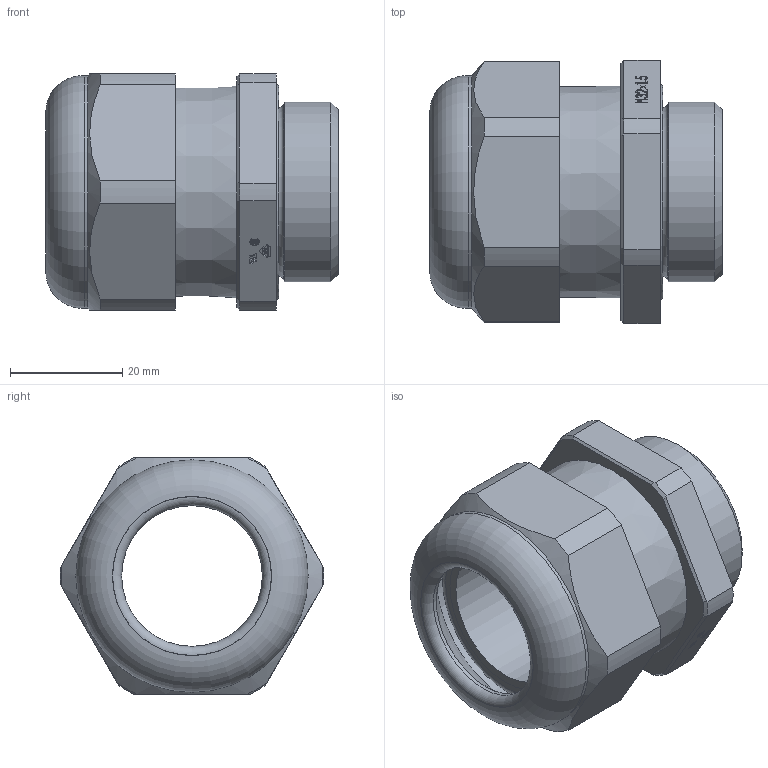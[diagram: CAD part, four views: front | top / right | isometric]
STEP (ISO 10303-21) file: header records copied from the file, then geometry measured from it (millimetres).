
FILE_DESCRIPTION(/* description */ ('HSK-K-PVDF Metr.-Standard Cable Glands'),/* implementation_level */ '2;1');
FILE_NAME(/* name */ '1299320050.stp',/* time_stamp */ '2021-10-13T08:25:18+02:00',/* author */ ('sl'),/* organization */ ('HUMMEL'),/* preprocessor_version */ 'ST-DEVELOPER v16.5',/* originating_system */ 'Autodesk Inventor 2017',/* authorisation */ '');
FILE_SCHEMA (('AUTOMOTIVE_DESIGN { 1 0 10303 214 3 1 1 }'));
Length unit declared in the file: millimetre
Products named in the file (4): HSK-K-PVDF 1.299.3200.50; HSK-K-PVDF 1.299.3200.50-Gland; HSK-K-PVDF 1.299.3200.50-Nut; HSK-K-PVDF 1.299.3200.50-Sealing insert
Assembly tree (3 placements, depth 2):
  HSK-K-PVDF 1.299.3200.50
    HSK-K-PVDF 1.299.3200.50-Gland
    HSK-K-PVDF 1.299.3200.50-Nut
    HSK-K-PVDF 1.299.3200.50-Sealing insert
Bounding box: 52 x 46.79 x 42 mm (x, y, z)
Volume: 36037.2 mm3; surface area: 20926.4 mm2
Topology: 3 solids, 3 shells, 500 faces, 1345 edges, 892 vertices
Faces by surface type: plane 304, cylinder 174, cone 16, torus 6
Full cylindrical faces by diameter (mm): 25 x1, 25.1 x1, 25.3 x1, 28 x2, 31.2 x2, 32 x1, 34.8 x1, 41.3 x1
Entity records: 15607 total; most frequent: CARTESIAN_POINT 2774, DIRECTION 2671, ORIENTED_EDGE 2634, EDGE_CURVE 1317, LINE 917, VECTOR 917, VERTEX_POINT 890, AXIS2_PLACEMENT_3D 877
